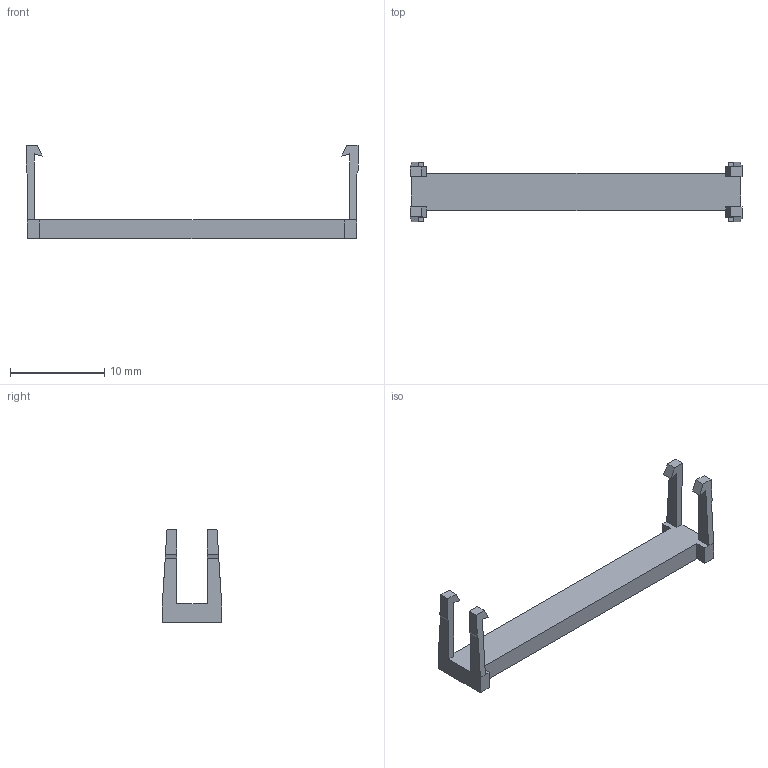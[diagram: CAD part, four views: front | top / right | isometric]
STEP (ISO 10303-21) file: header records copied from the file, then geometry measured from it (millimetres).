
FILE_DESCRIPTION(('CATIA V5R24 STEP','CAx-IF Rec.Pracs.--- Model Styling and Organization---1.4--- 2014-01-23'),'2;1');
FILE_NAME ('1395188-1_0', '2021-10-08T07:54:21+00:00', ('Weidmueller Interface'), ('Weidmueller'), 'CATIA Version 5-6 Release 2016 SP3 HF44', 'CATIA V5 STEP AP214', 'none');
FILE_SCHEMA(('AUTOMOTIVE_DESIGN { 1 0 10303 214 1 1 1 1 }'));
Length unit declared in the file: millimetre
Products named in the file (1): 2853150000
Bounding box: 35.25 x 6.3 x 9.92 mm (x, y, z)
Volume: 327.6 mm3; surface area: 610.7 mm2
Topology: 1 solids, 1 shells, 46 faces, 128 edges, 84 vertices
Faces by surface type: plane 46
Entity records: 1462 total; most frequent: CARTESIAN_POINT 259, ORIENTED_EDGE 256, DIRECTION 220, VECTOR 128, EDGE_CURVE 128, LINE 128, VERTEX_POINT 84, AXIS2_PLACEMENT_3D 47
